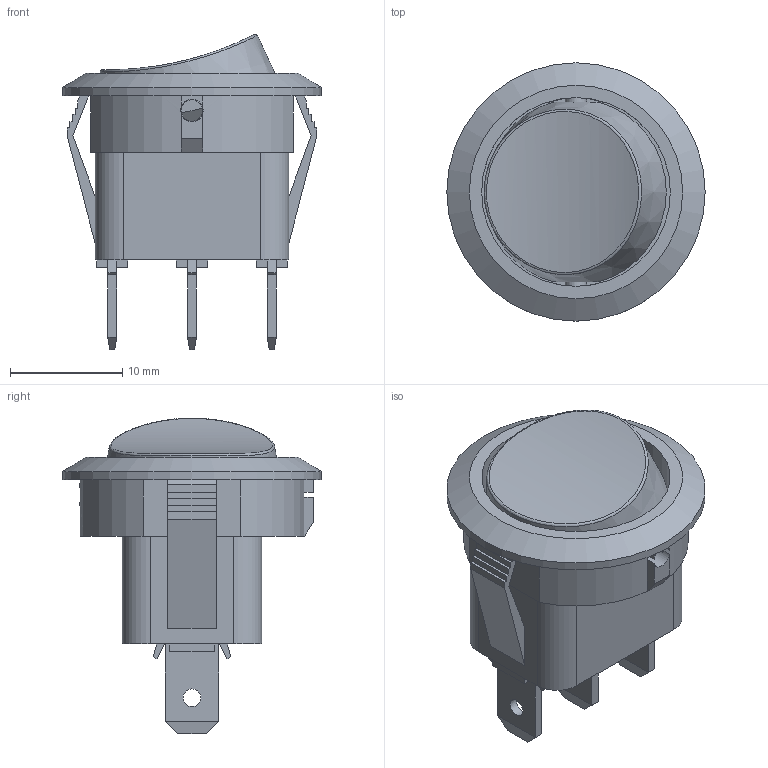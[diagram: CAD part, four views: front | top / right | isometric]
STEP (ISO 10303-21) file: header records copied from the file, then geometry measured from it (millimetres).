
FILE_DESCRIPTION((' '),'2;1');
FILE_NAME('RR111xx000-1xx.stp','2017-07-28T13:36:59',(' '),(' '),' ','ACIS',' ');
FILE_SCHEMA(('CONFIG_CONTROL_DESIGN'));
Length unit declared in the file: inch
Products named in the file (3): RR111xx000-1xx.stp; Body1; Body2
Assembly tree (2 placements, depth 2):
  RR111xx000-1xx.stp
    Body1
    Body2
Bounding box: 23 x 23 x 28.1 mm (x, y, z)
Volume: 3183 mm3; surface area: 3744.5 mm2
Topology: 2 solids, 5 shells, 710 faces, 1886 edges, 1245 vertices
Faces by surface type: plane 484, bspline 194, cylinder 29, cone 2, sphere 1
Full cylindrical faces by diameter (mm): 1.6 x3, 1.9 x2, 2 x2, 3 x1, 4.6 x1, 16.8 x1, 23 x1
Entity records: 23699 total; most frequent: CARTESIAN_POINT 7024, ORIENTED_EDGE 3736, DIRECTION 2570, EDGE_CURVE 1868, VECTOR 1410, LINE 1410, VERTEX_POINT 1241, EDGE_LOOP 797
